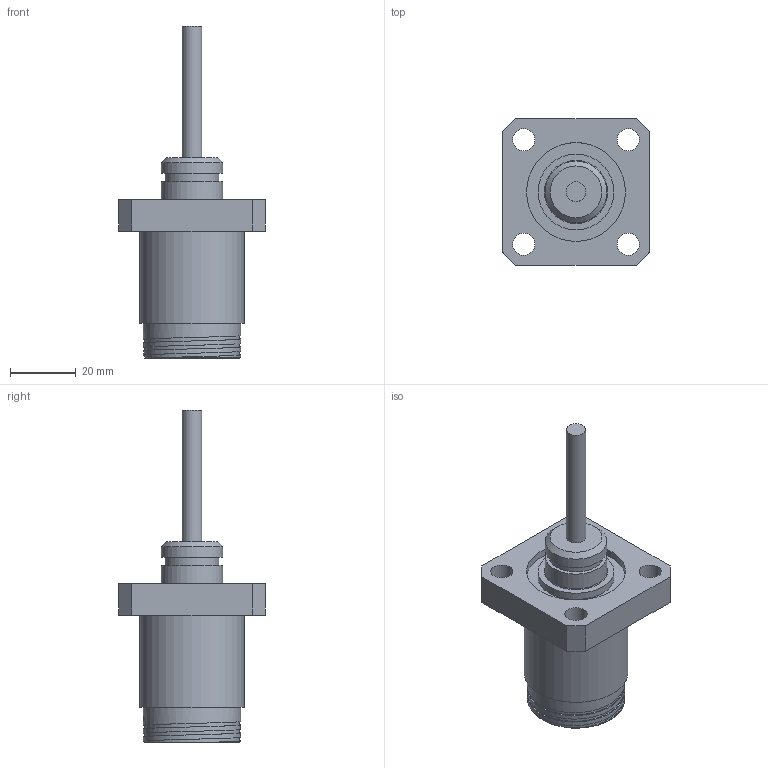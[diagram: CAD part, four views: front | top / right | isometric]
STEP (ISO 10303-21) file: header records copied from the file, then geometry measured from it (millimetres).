
FILE_DESCRIPTION(/* description */ (''),/* implementation_level */ '2;1');
FILE_NAME(/* name */ 'DFCR2008M.stp',/* time_stamp */ '2014-11-13T15:01:02+01:00',/* author */ ('sh'),/* organization */ (''),/* preprocessor_version */ 'ST-DEVELOPER v15.2',/* originating_system */ 'Autodesk Inventor 2014',/* authorisation */ '');
FILE_SCHEMA (('AUTOMOTIVE_DESIGN { 1 0 10303 214 3 1 1 }'));
Length unit declared in the file: millimetre
Products named in the file (1): DFCR2008M
Bounding box: 44.4 x 44.4 x 100.7 mm (x, y, z)
Volume: 40326.5 mm3; surface area: 14858.9 mm2
Topology: 1 solids, 1 shells, 237 faces, 590 edges, 385 vertices
Faces by surface type: plane 97, bspline 87, cylinder 34, cone 18, torus 1
Full cylindrical faces by diameter (mm): 2 x8, 3 x8, 6 x1, 6.7 x4, 16.359 x1, 18.759 x2, 23 x1, 25 x1, 26 x1, 29.5 x3, 30 x1, 31.6 x1
Entity records: 7999 total; most frequent: CARTESIAN_POINT 3048, ORIENTED_EDGE 1056, DIRECTION 721, EDGE_CURVE 528, VERTEX_POINT 374, EDGE_LOOP 320, LINE 281, VECTOR 281
